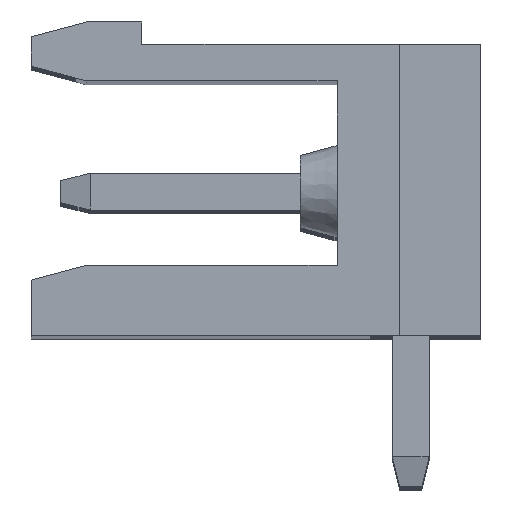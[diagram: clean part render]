
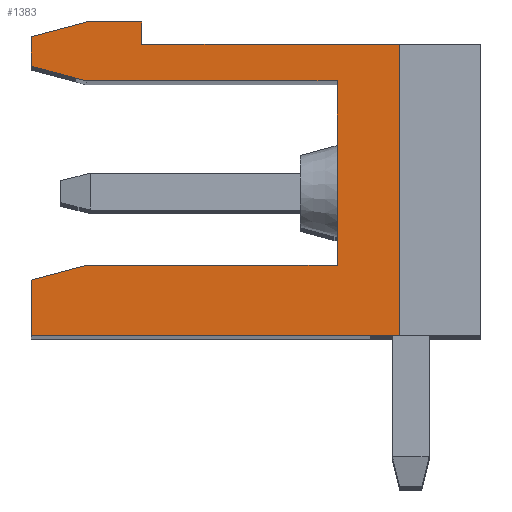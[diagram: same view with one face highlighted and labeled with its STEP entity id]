
A CAD part, top view. The second image highlights one B-rep face of the part: STEP entity #1383.
In plain terms, the highlighted planar face has unit normal (0, 0, 1).
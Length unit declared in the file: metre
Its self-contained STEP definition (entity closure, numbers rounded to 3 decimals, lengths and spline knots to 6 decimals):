
#1383=ADVANCED_FACE('',(#3062),#3063,.F.);
#3062=FACE_OUTER_BOUND('',#5050,.T.);
#3063=PLANE('',#5051);
#5050=EDGE_LOOP('',(#9072,#9073,#9074,#9075,#9076,#9077,#9078,#9079,#9080,#9081,#9082,#9083,#9084));
#5051=AXIS2_PLACEMENT_3D('',#9085,#9086,#9087);
#9072=ORIENTED_EDGE('',*,*,#13077,.T.);
#9073=ORIENTED_EDGE('',*,*,#13079,.T.);
#9074=ORIENTED_EDGE('',*,*,#13080,.T.);
#9075=ORIENTED_EDGE('',*,*,#13081,.T.);
#9076=ORIENTED_EDGE('',*,*,#13082,.T.);
#9077=ORIENTED_EDGE('',*,*,#13083,.T.);
#9078=ORIENTED_EDGE('',*,*,#13084,.T.);
#9079=ORIENTED_EDGE('',*,*,#13085,.F.);
#9080=ORIENTED_EDGE('',*,*,#13086,.F.);
#9081=ORIENTED_EDGE('',*,*,#13087,.F.);
#9082=ORIENTED_EDGE('',*,*,#13088,.F.);
#9083=ORIENTED_EDGE('',*,*,#13089,.F.);
#9084=ORIENTED_EDGE('',*,*,#13090,.T.);
#9085=CARTESIAN_POINT('',(-0.0037,0.0069,0.60324));
#9086=DIRECTION('',(0.0,0.0,-1.0));
#9087=DIRECTION('',(0.0,-1.0,0.0));
#13077=EDGE_CURVE('',#15951,#16026,#16028,.T.);
#13079=EDGE_CURVE('',#16026,#16030,#16031,.T.);
#13080=EDGE_CURVE('',#16030,#16032,#16033,.T.);
#13081=EDGE_CURVE('',#16032,#16034,#16035,.T.);
#13082=EDGE_CURVE('',#16034,#16036,#16037,.T.);
#13083=EDGE_CURVE('',#16036,#16038,#16039,.T.);
#13084=EDGE_CURVE('',#16038,#16040,#16041,.T.);
#13085=EDGE_CURVE('',#16042,#16040,#16043,.T.);
#13086=EDGE_CURVE('',#16044,#16042,#16045,.T.);
#13087=EDGE_CURVE('',#16046,#16044,#16047,.T.);
#13088=EDGE_CURVE('',#16048,#16046,#16049,.T.);
#13089=EDGE_CURVE('',#16050,#16048,#16051,.T.);
#13090=EDGE_CURVE('',#16050,#15951,#16052,.T.);
#15951=VERTEX_POINT('',#20195);
#16026=VERTEX_POINT('',#20312);
#16028=LINE('',#20315,#20316);
#16030=VERTEX_POINT('',#20318);
#16031=LINE('',#20319,#20320);
#16032=VERTEX_POINT('',#20321);
#16033=LINE('',#20322,#20323);
#16034=VERTEX_POINT('',#20324);
#16035=LINE('',#20325,#20326);
#16036=VERTEX_POINT('',#20327);
#16037=LINE('',#20328,#20329);
#16038=VERTEX_POINT('',#20330);
#16039=LINE('',#20331,#20332);
#16040=VERTEX_POINT('',#20333);
#16041=LINE('',#20334,#20335);
#16042=VERTEX_POINT('',#20336);
#16043=LINE('',#20337,#20338);
#16044=VERTEX_POINT('',#20339);
#16045=LINE('',#20340,#20341);
#16046=VERTEX_POINT('',#20342);
#16047=LINE('',#20343,#20344);
#16048=VERTEX_POINT('',#20345);
#16049=LINE('',#20346,#20347);
#16050=VERTEX_POINT('',#20348);
#16051=LINE('',#20349,#20350);
#16052=LINE('',#20351,#20352);
#20195=CARTESIAN_POINT('',(-0.012,0.,0.60324));
#20312=CARTESIAN_POINT('',(-0.002,0.,0.60324));
#20315=CARTESIAN_POINT('',(-0.012,0.,0.60324));
#20316=VECTOR('',#23033,1.0);
#20318=CARTESIAN_POINT('',(-0.002,0.0079,0.60324));
#20319=CARTESIAN_POINT('',(-0.002,0.0079,0.60324));
#20320=VECTOR('',#23034,1.0);
#20321=CARTESIAN_POINT('',(-0.009,0.0079,0.60324));
#20322=CARTESIAN_POINT('',(-0.0022,0.0079,0.60324));
#20323=VECTOR('',#23035,1.0);
#20324=CARTESIAN_POINT('',(-0.009,0.0085,0.60324));
#20325=CARTESIAN_POINT('',(-0.009,0.0081,0.60324));
#20326=VECTOR('',#23036,1.0);
#20327=CARTESIAN_POINT('',(-0.010507,0.0085,0.60324));
#20328=CARTESIAN_POINT('',(-0.009,0.0085,0.60324));
#20329=VECTOR('',#23037,1.0);
#20330=CARTESIAN_POINT('',(-0.012,0.0081,0.60324));
#20331=CARTESIAN_POINT('',(-0.010507,0.0085,0.60324));
#20332=VECTOR('',#23038,1.0);
#20333=CARTESIAN_POINT('',(-0.012,0.0073,0.60324));
#20334=CARTESIAN_POINT('',(-0.012,0.0082,0.60324));
#20335=VECTOR('',#23039,1.0);
#20336=CARTESIAN_POINT('',(-0.010507,0.0069,0.60324));
#20337=CARTESIAN_POINT('',(-0.012,0.0073,0.60324));
#20338=VECTOR('',#23040,1.0);
#20339=CARTESIAN_POINT('',(-0.0037,0.0069,0.60324));
#20340=CARTESIAN_POINT('',(-0.010507,0.0069,0.60324));
#20341=VECTOR('',#23041,1.0);
#20342=CARTESIAN_POINT('',(-0.0037,0.0019,0.60324));
#20343=CARTESIAN_POINT('',(-0.0037,0.0069,0.60324));
#20344=VECTOR('',#23042,1.0);
#20345=CARTESIAN_POINT('',(-0.0105,0.0019,0.60324));
#20346=CARTESIAN_POINT('',(-0.0037,0.0019,0.60324));
#20347=VECTOR('',#23043,1.0);
#20348=CARTESIAN_POINT('',(-0.012,0.001498,0.60324));
#20349=CARTESIAN_POINT('',(-0.0105,0.0019,0.60324));
#20350=VECTOR('',#23044,1.0);
#20351=CARTESIAN_POINT('',(-0.012,0.0082,0.60324));
#20352=VECTOR('',#23045,1.0);
#23033=DIRECTION('',(1.0,0.0,0.0));
#23034=DIRECTION('',(0.0,1.0,0.0));
#23035=DIRECTION('',(-1.0,0.0,0.0));
#23036=DIRECTION('',(0.,1.0,0.0));
#23037=DIRECTION('',(-1.0,0.0,0.0));
#23038=DIRECTION('',(-0.966,-0.259,0.0));
#23039=DIRECTION('',(0.0,-1.0,0.0));
#23040=DIRECTION('',(-0.966,0.259,0.0));
#23041=DIRECTION('',(-1.0,0.0,0.0));
#23042=DIRECTION('',(0.,1.0,0.0));
#23043=DIRECTION('',(1.0,0.0,0.0));
#23044=DIRECTION('',(0.966,0.259,0.0));
#23045=DIRECTION('',(0.0,-1.0,0.0));
